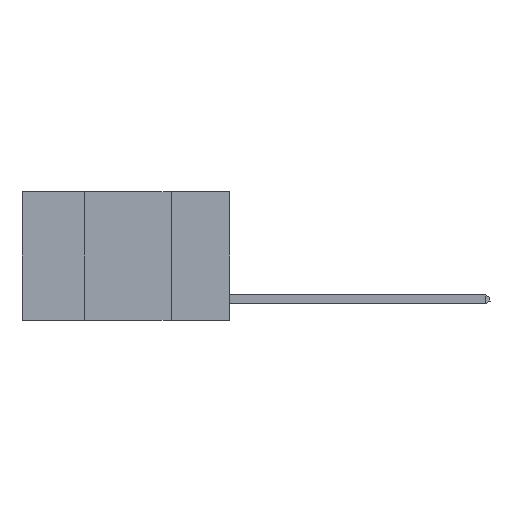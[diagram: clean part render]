
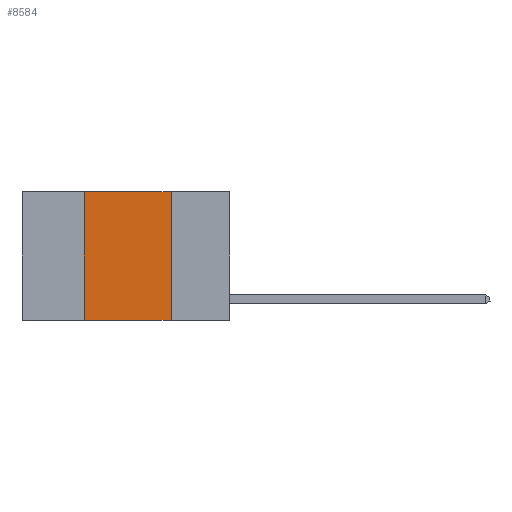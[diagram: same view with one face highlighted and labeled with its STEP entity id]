
A CAD part, left-side view. The second image highlights one B-rep face of the part: STEP entity #8584.
In plain terms, the highlighted planar face has unit normal (-1, 0, 0).
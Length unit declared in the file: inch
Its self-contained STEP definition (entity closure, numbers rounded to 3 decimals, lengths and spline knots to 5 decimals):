
#183 = DIRECTION ( 'NONE',  ( 0., 0., -1. ) ) ;
#445 = DIRECTION ( 'NONE',  ( 0., 0., -1. ) ) ;
#1037 = VERTEX_POINT ( 'NONE', #2162 ) ;
#1087 = LINE ( 'NONE', #7781, #2752 ) ;
#1473 = ORIENTED_EDGE ( 'NONE', *, *, #11485, .F. ) ;
#2162 = CARTESIAN_POINT ( 'NONE',  ( 0., 0.17, -0.37 ) ) ;
#2568 = ORIENTED_EDGE ( 'NONE', *, *, #8984, .T. ) ;
#2752 = VECTOR ( 'NONE', #5120, 39.37008 ) ;
#3235 = VECTOR ( 'NONE', #15617, 39.37008 ) ;
#4801 = LINE ( 'NONE', #6100, #3235 ) ;
#4827 = DIRECTION ( 'NONE',  ( 0., -1., 0. ) ) ;
#4906 = LINE ( 'NONE', #10064, #11254 ) ;
#5120 = DIRECTION ( 'NONE',  ( 0., 0., 1. ) ) ;
#5140 = EDGE_CURVE ( 'NONE', #8712, #1037, #13359, .T. ) ;
#5806 = CARTESIAN_POINT ( 'NONE',  ( 0., 0.42, 0. ) ) ;
#6100 = CARTESIAN_POINT ( 'NONE',  ( 0., 0.6, -0.37 ) ) ;
#7050 = EDGE_LOOP ( 'NONE', ( #8784, #1473, #9729, #2568 ) ) ;
#7781 = CARTESIAN_POINT ( 'NONE',  ( 0., 0.42, 0. ) ) ;
#7891 = CARTESIAN_POINT ( 'NONE',  ( 0., 0.42, -0.37 ) ) ;
#8584 = ADVANCED_FACE ( 'NONE', ( #14571 ), #12147, .F. ) ;
#8620 = VERTEX_POINT ( 'NONE', #7891 ) ;
#8712 = VERTEX_POINT ( 'NONE', #10460 ) ;
#8784 = ORIENTED_EDGE ( 'NONE', *, *, #5140, .F. ) ;
#8984 = EDGE_CURVE ( 'NONE', #8620, #1037, #4801, .T. ) ;
#9729 = ORIENTED_EDGE ( 'NONE', *, *, #11212, .F. ) ;
#10064 = CARTESIAN_POINT ( 'NONE',  ( 0., 0.6, 0. ) ) ;
#10460 = CARTESIAN_POINT ( 'NONE',  ( 0., 0.17, 0. ) ) ;
#10827 = VECTOR ( 'NONE', #445, 39.37008 ) ;
#11212 = EDGE_CURVE ( 'NONE', #8620, #13880, #1087, .T. ) ;
#11254 = VECTOR ( 'NONE', #4827, 39.37008 ) ;
#11485 = EDGE_CURVE ( 'NONE', #13880, #8712, #4906, .T. ) ;
#11710 = AXIS2_PLACEMENT_3D ( 'NONE', #15716, #14643, #183 ) ;
#12147 = PLANE ( 'NONE',  #11710 ) ;
#13359 = LINE ( 'NONE', #13445, #10827 ) ;
#13445 = CARTESIAN_POINT ( 'NONE',  ( 0., 0.17, 0. ) ) ;
#13880 = VERTEX_POINT ( 'NONE', #5806 ) ;
#14571 = FACE_OUTER_BOUND ( 'NONE', #7050, .T. ) ;
#14643 = DIRECTION ( 'NONE',  ( 1., 0., 0. ) ) ;
#15617 = DIRECTION ( 'NONE',  ( 0., -1., 0. ) ) ;
#15716 = CARTESIAN_POINT ( 'NONE',  ( 0., 0.6, 0. ) ) ;
